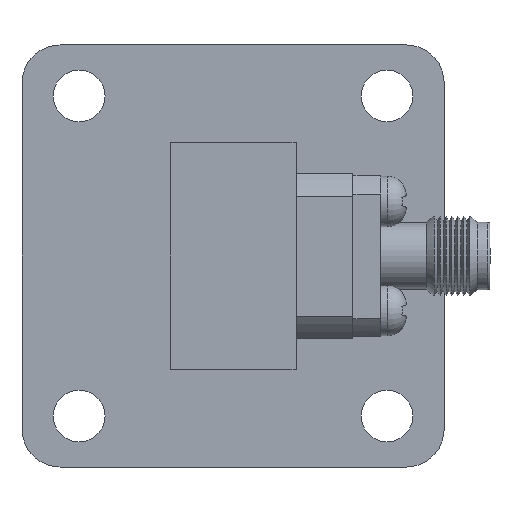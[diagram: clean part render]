
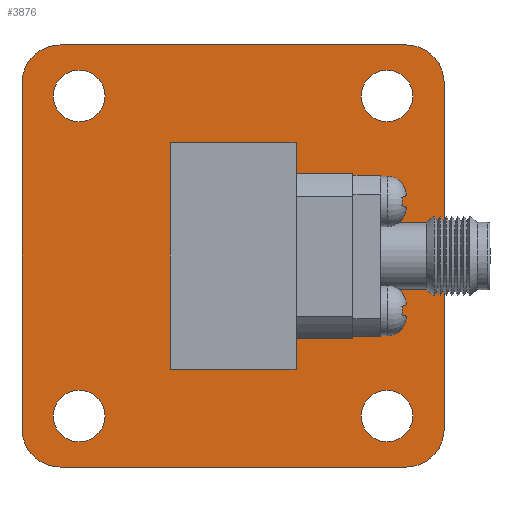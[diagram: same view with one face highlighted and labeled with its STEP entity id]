
A CAD part, left-side view. The second image highlights one B-rep face of the part: STEP entity #3876.
In plain terms, the highlighted planar face has unit normal (-1, 0, 0).
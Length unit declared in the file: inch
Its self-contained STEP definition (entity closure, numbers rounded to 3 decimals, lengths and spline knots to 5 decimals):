
#15 = CARTESIAN_POINT ( 'NONE',  ( -0.19685, 0.19546, 0.35084 ) ) ;
#41 = CARTESIAN_POINT ( 'NONE',  ( -0.19685, 0.53713, -0.65524 ) ) ;
#49 = DIRECTION ( 'NONE',  ( 1., 0., 0. ) ) ;
#57 = EDGE_CURVE ( 'NONE', #3770, #162, #1500, .T. ) ;
#122 = CARTESIAN_POINT ( 'NONE',  ( -0.19685, -0.53713, 0.65524 ) ) ;
#134 = DIRECTION ( 'NONE',  ( 0., 1., 0. ) ) ;
#162 = VERTEX_POINT ( 'NONE', #542 ) ;
#175 = CARTESIAN_POINT ( 'NONE',  ( -0.19685, 0.47793, -0.4968 ) ) ;
#219 = DIRECTION ( 'NONE',  ( 1., 0., 0. ) ) ;
#225 = VECTOR ( 'NONE', #134, 39.37008 ) ;
#228 = CIRCLE ( 'NONE', #898, 0.11811 ) ;
#234 = VERTEX_POINT ( 'NONE', #1791 ) ;
#256 = ORIENTED_EDGE ( 'NONE', *, *, #2037, .F. ) ;
#308 = FACE_BOUND ( 'NONE', #372, .T. ) ;
#313 = AXIS2_PLACEMENT_3D ( 'NONE', #3516, #1490, #3861 ) ;
#316 = DIRECTION ( 'NONE',  ( 1., 0., 0. ) ) ;
#350 = DIRECTION ( 'NONE',  ( 0., 0., -1. ) ) ;
#372 = EDGE_LOOP ( 'NONE', ( #1440 ) ) ;
#399 = EDGE_LOOP ( 'NONE', ( #3577 ) ) ;
#448 = EDGE_CURVE ( 'NONE', #2013, #3770, #630, .T. ) ;
#516 = AXIS2_PLACEMENT_3D ( 'NONE', #175, #49, #1112 ) ;
#517 = CIRCLE ( 'NONE', #3127, 0.08064 ) ;
#537 = ORIENTED_EDGE ( 'NONE', *, *, #1984, .F. ) ;
#539 = EDGE_CURVE ( 'NONE', #1902, #2013, #228, .T. ) ;
#542 = CARTESIAN_POINT ( 'NONE',  ( -0.19685, 0.53713, 0.65524 ) ) ;
#549 = AXIS2_PLACEMENT_3D ( 'NONE', #2678, #696, #3030 ) ;
#630 = LINE ( 'NONE', #1315, #2291 ) ;
#653 = ORIENTED_EDGE ( 'NONE', *, *, #3120, .F. ) ;
#660 = LINE ( 'NONE', #3043, #1428 ) ;
#696 = DIRECTION ( 'NONE',  ( 1., 0., 0. ) ) ;
#737 = VECTOR ( 'NONE', #3455, 39.37008 ) ;
#754 = VERTEX_POINT ( 'NONE', #3467 ) ;
#798 = DIRECTION ( 'NONE',  ( 1., 0., 0. ) ) ;
#898 = AXIS2_PLACEMENT_3D ( 'NONE', #3142, #3175, #3192 ) ;
#902 = VERTEX_POINT ( 'NONE', #3187 ) ;
#947 = EDGE_CURVE ( 'NONE', #902, #902, #2950, .T. ) ;
#956 = LINE ( 'NONE', #1381, #1045 ) ;
#1039 = CARTESIAN_POINT ( 'NONE',  ( -0.19685, -0.19546, 0.35084 ) ) ;
#1045 = VECTOR ( 'NONE', #2399, 39.37008 ) ;
#1046 = CARTESIAN_POINT ( 'NONE',  ( -0.19685, -0.65524, -0.53713 ) ) ;
#1112 = DIRECTION ( 'NONE',  ( 0., 0., -1. ) ) ;
#1166 = ORIENTED_EDGE ( 'NONE', *, *, #3956, .T. ) ;
#1189 = FACE_BOUND ( 'NONE', #3347, .T. ) ;
#1212 = CARTESIAN_POINT ( 'NONE',  ( -0.19685, -0.47793, 0.41616 ) ) ;
#1285 = FACE_OUTER_BOUND ( 'NONE', #3049, .T. ) ;
#1302 = CIRCLE ( 'NONE', #313, 0.08064 ) ;
#1315 = CARTESIAN_POINT ( 'NONE',  ( -0.19685, 0.65524, 0.53713 ) ) ;
#1381 = CARTESIAN_POINT ( 'NONE',  ( -0.19685, 0.19546, -0.35084 ) ) ;
#1428 = VECTOR ( 'NONE', #3385, 39.37008 ) ;
#1440 = ORIENTED_EDGE ( 'NONE', *, *, #4272, .T. ) ;
#1449 = VERTEX_POINT ( 'NONE', #1898 ) ;
#1490 = DIRECTION ( 'NONE',  ( 1., 0., 0. ) ) ;
#1500 = CIRCLE ( 'NONE', #2177, 0.11811 ) ;
#1532 = AXIS2_PLACEMENT_3D ( 'NONE', #2196, #219, #2524 ) ;
#1545 = CIRCLE ( 'NONE', #549, 0.08064 ) ;
#1556 = CARTESIAN_POINT ( 'NONE',  ( -0.19685, 0.65524, 0.53713 ) ) ;
#1583 = VERTEX_POINT ( 'NONE', #3173 ) ;
#1585 = CARTESIAN_POINT ( 'NONE',  ( -0.19685, -0.53713, -0.65524 ) ) ;
#1612 = LINE ( 'NONE', #122, #737 ) ;
#1615 = CARTESIAN_POINT ( 'NONE',  ( -0.19685, 0.53713, 0.53713 ) ) ;
#1777 = VERTEX_POINT ( 'NONE', #1585 ) ;
#1791 = CARTESIAN_POINT ( 'NONE',  ( -0.19685, -0.19546, -0.35084 ) ) ;
#1864 = CARTESIAN_POINT ( 'NONE',  ( -0.19685, -0.53713, 0.53713 ) ) ;
#1898 = CARTESIAN_POINT ( 'NONE',  ( -0.19685, 0.19546, -0.35084 ) ) ;
#1902 = VERTEX_POINT ( 'NONE', #41 ) ;
#1934 = EDGE_CURVE ( 'NONE', #1583, #2627, #2260, .T. ) ;
#1945 = ORIENTED_EDGE ( 'NONE', *, *, #57, .F. ) ;
#1984 = EDGE_CURVE ( 'NONE', #1449, #234, #956, .T. ) ;
#2013 = VERTEX_POINT ( 'NONE', #2428 ) ;
#2037 = EDGE_CURVE ( 'NONE', #162, #4322, #1612, .T. ) ;
#2117 = LINE ( 'NONE', #3915, #3931 ) ;
#2170 = CARTESIAN_POINT ( 'NONE',  ( -0.19685, -0.65524, -0.53713 ) ) ;
#2177 = AXIS2_PLACEMENT_3D ( 'NONE', #3063, #3046, #3078 ) ;
#2179 = FACE_BOUND ( 'NONE', #399, .T. ) ;
#2182 = ORIENTED_EDGE ( 'NONE', *, *, #2207, .F. ) ;
#2196 = CARTESIAN_POINT ( 'NONE',  ( -0.19685, -0.53713, -0.53713 ) ) ;
#2207 = EDGE_CURVE ( 'NONE', #4322, #1583, #3784, .T. ) ;
#2213 = DIRECTION ( 'NONE',  ( 0., 0., -1. ) ) ;
#2259 = AXIS2_PLACEMENT_3D ( 'NONE', #1864, #4235, #2213 ) ;
#2260 = LINE ( 'NONE', #1046, #3153 ) ;
#2291 = VECTOR ( 'NONE', #4148, 39.37008 ) ;
#2376 = VECTOR ( 'NONE', #350, 39.37008 ) ;
#2399 = DIRECTION ( 'NONE',  ( 0., -1., 0. ) ) ;
#2415 = ORIENTED_EDGE ( 'NONE', *, *, #1934, .F. ) ;
#2428 = CARTESIAN_POINT ( 'NONE',  ( -0.19685, 0.65524, -0.53713 ) ) ;
#2468 = ORIENTED_EDGE ( 'NONE', *, *, #539, .F. ) ;
#2524 = DIRECTION ( 'NONE',  ( 0., 0., -1. ) ) ;
#2551 = DIRECTION ( 'NONE',  ( 0., 0., 1. ) ) ;
#2580 = EDGE_LOOP ( 'NONE', ( #3300, #653, #537, #2730 ) ) ;
#2582 = EDGE_CURVE ( 'NONE', #2939, #2939, #1302, .T. ) ;
#2627 = VERTEX_POINT ( 'NONE', #2170 ) ;
#2628 = DIRECTION ( 'NONE',  ( 0., 0., -1. ) ) ;
#2678 = CARTESIAN_POINT ( 'NONE',  ( -0.19685, -0.47793, -0.4968 ) ) ;
#2730 = ORIENTED_EDGE ( 'NONE', *, *, #2816, .F. ) ;
#2792 = CARTESIAN_POINT ( 'NONE',  ( -0.19685, 0.47793, 0.4968 ) ) ;
#2816 = EDGE_CURVE ( 'NONE', #754, #1449, #4074, .T. ) ;
#2882 = EDGE_LOOP ( 'NONE', ( #1166 ) ) ;
#2905 = CARTESIAN_POINT ( 'NONE',  ( -0.19685, 0.47793, 0.41616 ) ) ;
#2939 = VERTEX_POINT ( 'NONE', #1212 ) ;
#2950 = CIRCLE ( 'NONE', #516, 0.08064 ) ;
#2964 = FACE_BOUND ( 'NONE', #2882, .T. ) ;
#2985 = EDGE_CURVE ( 'NONE', #1777, #1902, #3568, .T. ) ;
#2997 = ORIENTED_EDGE ( 'NONE', *, *, #3061, .F. ) ;
#3030 = DIRECTION ( 'NONE',  ( 0., 0., -1. ) ) ;
#3043 = CARTESIAN_POINT ( 'NONE',  ( -0.19685, 0.19546, 0.35084 ) ) ;
#3046 = DIRECTION ( 'NONE',  ( 1., 0., 0. ) ) ;
#3048 = DIRECTION ( 'NONE',  ( 0., 0., -1. ) ) ;
#3049 = EDGE_LOOP ( 'NONE', ( #1945, #3515, #2468, #4132, #2997, #2415, #2182, #256 ) ) ;
#3061 = EDGE_CURVE ( 'NONE', #2627, #1777, #4133, .T. ) ;
#3063 = CARTESIAN_POINT ( 'NONE',  ( -0.19685, 0.53713, 0.53713 ) ) ;
#3072 = AXIS2_PLACEMENT_3D ( 'NONE', #1615, #316, #2628 ) ;
#3078 = DIRECTION ( 'NONE',  ( 0., 0., -1. ) ) ;
#3120 = EDGE_CURVE ( 'NONE', #234, #4005, #2117, .T. ) ;
#3127 = AXIS2_PLACEMENT_3D ( 'NONE', #2792, #798, #3134 ) ;
#3134 = DIRECTION ( 'NONE',  ( 0., 0., -1. ) ) ;
#3142 = CARTESIAN_POINT ( 'NONE',  ( -0.19685, 0.53713, -0.53713 ) ) ;
#3153 = VECTOR ( 'NONE', #3048, 39.37008 ) ;
#3154 = CARTESIAN_POINT ( 'NONE',  ( -0.19685, -0.53713, 0.65524 ) ) ;
#3173 = CARTESIAN_POINT ( 'NONE',  ( -0.19685, -0.65524, 0.53713 ) ) ;
#3175 = DIRECTION ( 'NONE',  ( 1., 0., 0. ) ) ;
#3187 = CARTESIAN_POINT ( 'NONE',  ( -0.19685, 0.47793, -0.57743 ) ) ;
#3192 = DIRECTION ( 'NONE',  ( 0., 0., -1. ) ) ;
#3300 = ORIENTED_EDGE ( 'NONE', *, *, #4002, .F. ) ;
#3347 = EDGE_LOOP ( 'NONE', ( #3489 ) ) ;
#3385 = DIRECTION ( 'NONE',  ( 0., 1., 0. ) ) ;
#3455 = DIRECTION ( 'NONE',  ( 0., -1., 0. ) ) ;
#3467 = CARTESIAN_POINT ( 'NONE',  ( -0.19685, 0.19546, 0.35084 ) ) ;
#3478 = CARTESIAN_POINT ( 'NONE',  ( -0.19685, 0.53713, -0.65524 ) ) ;
#3489 = ORIENTED_EDGE ( 'NONE', *, *, #2582, .T. ) ;
#3515 = ORIENTED_EDGE ( 'NONE', *, *, #448, .F. ) ;
#3516 = CARTESIAN_POINT ( 'NONE',  ( -0.19685, -0.47793, 0.4968 ) ) ;
#3568 = LINE ( 'NONE', #3478, #225 ) ;
#3577 = ORIENTED_EDGE ( 'NONE', *, *, #947, .T. ) ;
#3759 = FACE_BOUND ( 'NONE', #2580, .T. ) ;
#3770 = VERTEX_POINT ( 'NONE', #1556 ) ;
#3784 = CIRCLE ( 'NONE', #2259, 0.11811 ) ;
#3861 = DIRECTION ( 'NONE',  ( 0., 0., -1. ) ) ;
#3876 = ADVANCED_FACE ( 'NONE', ( #1285, #2179, #2964, #1189, #308, #3759 ), #3986, .F. ) ;
#3915 = CARTESIAN_POINT ( 'NONE',  ( -0.19685, -0.19546, 0.35084 ) ) ;
#3931 = VECTOR ( 'NONE', #2551, 39.37008 ) ;
#3956 = EDGE_CURVE ( 'NONE', #4309, #4309, #1545, .T. ) ;
#3986 = PLANE ( 'NONE',  #3072 ) ;
#4002 = EDGE_CURVE ( 'NONE', #4005, #754, #660, .T. ) ;
#4005 = VERTEX_POINT ( 'NONE', #1039 ) ;
#4074 = LINE ( 'NONE', #15, #2376 ) ;
#4132 = ORIENTED_EDGE ( 'NONE', *, *, #2985, .F. ) ;
#4133 = CIRCLE ( 'NONE', #1532, 0.11811 ) ;
#4148 = DIRECTION ( 'NONE',  ( 0., 0., 1. ) ) ;
#4212 = VERTEX_POINT ( 'NONE', #2905 ) ;
#4235 = DIRECTION ( 'NONE',  ( 1., 0., 0. ) ) ;
#4254 = CARTESIAN_POINT ( 'NONE',  ( -0.19685, -0.47793, -0.57743 ) ) ;
#4272 = EDGE_CURVE ( 'NONE', #4212, #4212, #517, .T. ) ;
#4309 = VERTEX_POINT ( 'NONE', #4254 ) ;
#4322 = VERTEX_POINT ( 'NONE', #3154 ) ;
